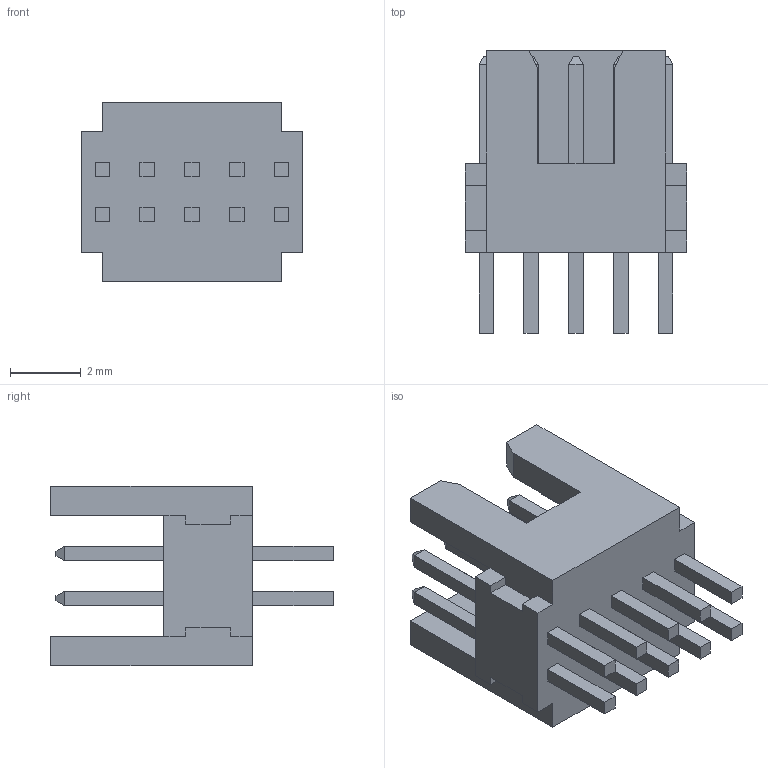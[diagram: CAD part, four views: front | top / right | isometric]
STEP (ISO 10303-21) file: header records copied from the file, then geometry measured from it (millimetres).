
FILE_DESCRIPTION(('STEP AP242'),'1');
FILE_NAME('ftsh-105-01-l-d-k.stp','2024-02-13T13:50:17',('TraceParts'),('TraceParts S.A.'),'Spatial InterOp 3D',' ',' ');
FILE_SCHEMA(('AP242_MANAGED_MODEL_BASED_3D_ENGINEERING_MIM_LF {1 0 10303 442 1 1 4}'));
Length unit declared in the file: millimetre
Products named in the file (1): ftsh-105-01-l-d-k
Bounding box: 6.27 x 8 x 5.08 mm (x, y, z)
Volume: 104.1 mm3; surface area: 269 mm2
Topology: 1 solids, 1 shells, 180 faces, 430 edges, 272 vertices
Faces by surface type: plane 180
Entity records: 6498 total; most frequent: CARTESIAN_POINT 883, ORIENTED_EDGE 860, DIRECTION 792, EDGE_CURVE 430, LINE 430, VECTOR 430, VERTEX_POINT 272, EDGE_LOOP 200
